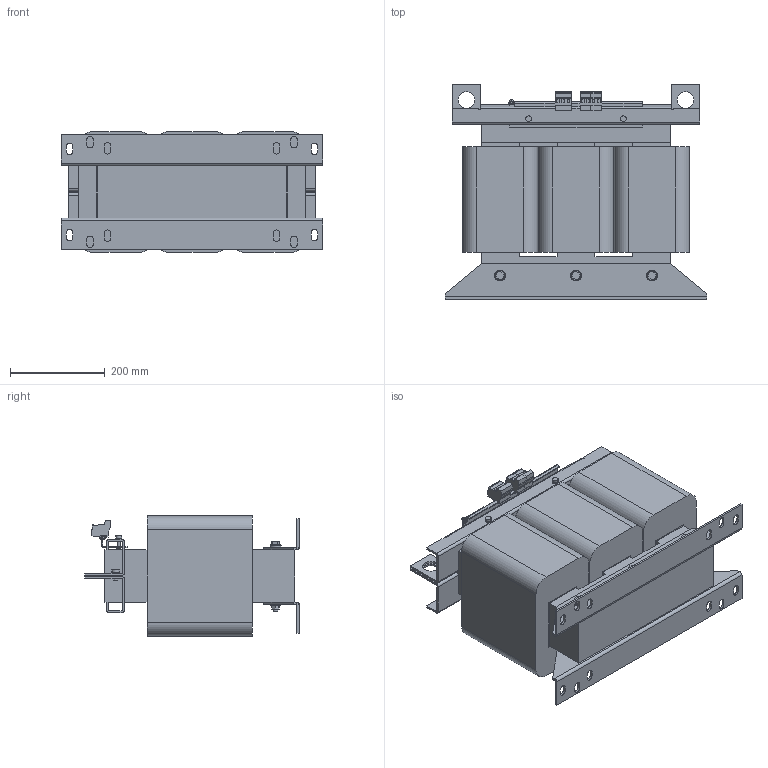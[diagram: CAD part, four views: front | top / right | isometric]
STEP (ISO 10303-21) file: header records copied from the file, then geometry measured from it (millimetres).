
FILE_DESCRIPTION (( 'STEP AP214' ), '1' );
FILE_NAME ('340827.STEP', '2021-03-02T09:22:40', ( '' ), ( '' ), 'SwSTEP 2.0', 'SolidWorks 2018', '' );
FILE_SCHEMA (( 'AUTOMOTIVE_DESIGN' ));
Length unit declared in the file: millimetre
Products named in the file (1): 340827
Bounding box: 552 x 452.42 x 254 mm (x, y, z)
Volume: 35094052.4 mm3; surface area: 1411398.1 mm2
Topology: 1 solids, 1 shells, 675 faces, 1729 edges, 1101 vertices
Faces by surface type: plane 479, cylinder 178, cone 10, torus 8
Entity records: 20508 total; most frequent: CARTESIAN_POINT 3748, ORIENTED_EDGE 3458, DIRECTION 3430, EDGE_CURVE 1729, VECTOR 1292, LINE 1292, VERTEX_POINT 1101, AXIS2_PLACEMENT_3D 1069
